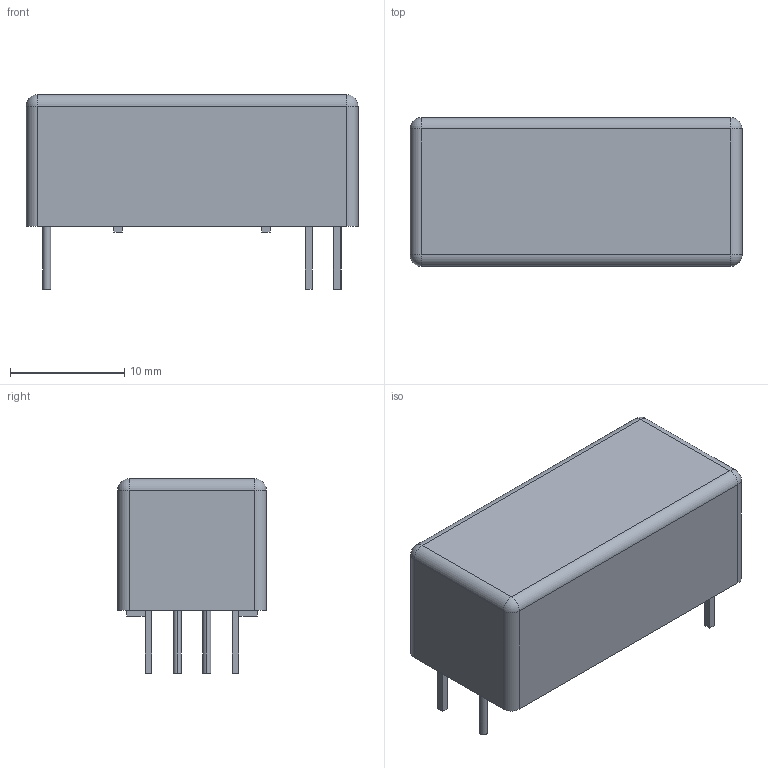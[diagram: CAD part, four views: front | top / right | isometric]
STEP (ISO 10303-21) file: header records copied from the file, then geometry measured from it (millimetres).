
FILE_DESCRIPTION (( 'STEP AP214' ), '1' );
FILE_NAME ('GR6CBA_step_100918.STEP', '2018-10-09T15:42:51', ( 'User' ), ( '' ), 'SwSTEP 2.0', 'SolidWorks 2018', '' );
FILE_SCHEMA (( 'AUTOMOTIVE_DESIGN' ));
Length unit declared in the file: millimetre
Products named in the file (1): GR6CBA_step_100918
Bounding box: 29 x 13 x 17 mm (x, y, z)
Volume: 4320.8 mm3; surface area: 1736 mm2
Topology: 1 solids, 1 shells, 59 faces, 136 edges, 84 vertices
Faces by surface type: plane 43, cylinder 12, sphere 4
Entity records: 1879 total; most frequent: DIRECTION 276, CARTESIAN_POINT 276, ORIENTED_EDGE 264, EDGE_CURVE 132, VECTOR 108, LINE 108, VERTEX_POINT 84, AXIS2_PLACEMENT_3D 84
